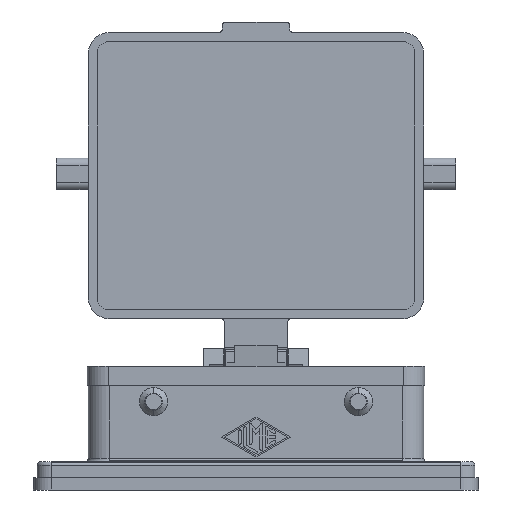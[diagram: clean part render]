
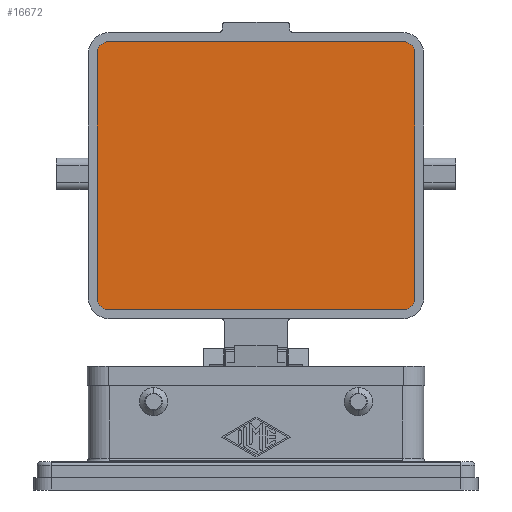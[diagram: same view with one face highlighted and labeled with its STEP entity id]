
A CAD part, front view. The second image highlights one B-rep face of the part: STEP entity #16672.
In plain terms, the highlighted planar face has unit normal (0, -1, 0).
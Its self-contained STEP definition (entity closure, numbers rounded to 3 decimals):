
#6372=CARTESIAN_POINT('',(41.5,63.0,51.));
#6373=VERTEX_POINT('',#6372);
#6374=CARTESIAN_POINT('',(45.,63.0,54.5));
#6375=VERTEX_POINT('',#6374);
#6376=CARTESIAN_POINT('',(41.5,63.0,54.5));
#6377=DIRECTION('',(0.0,-1.0,0.0));
#6378=DIRECTION('',(-1.0,0.0,0.0));
#6379=AXIS2_PLACEMENT_3D('',#6376,#6377,#6378);
#6380=CIRCLE('',#6379,3.5);
#6381=EDGE_CURVE('',#6373,#6375,#6380,.T.);
#6414=CARTESIAN_POINT('',(-41.5,63.0,51.));
#6415=VERTEX_POINT('',#6414);
#6416=CARTESIAN_POINT('',(-41.5,63.0,51.));
#6417=DIRECTION('',(1.0,0.0,0.0));
#6418=VECTOR('',#6417,83.0);
#6419=LINE('',#6416,#6418);
#6420=EDGE_CURVE('',#6415,#6373,#6419,.T.);
#6445=CARTESIAN_POINT('',(-45.,63.0,54.5));
#6446=VERTEX_POINT('',#6445);
#6447=CARTESIAN_POINT('',(-41.5,63.0,54.5));
#6448=DIRECTION('',(0.0,-1.0,0.0));
#6449=DIRECTION('',(0.0,0.0,1.0));
#6450=AXIS2_PLACEMENT_3D('',#6447,#6448,#6449);
#6451=CIRCLE('',#6450,3.5);
#6452=EDGE_CURVE('',#6446,#6415,#6451,.T.);
#6478=CARTESIAN_POINT('',(-45.0,63.,123.5));
#6479=VERTEX_POINT('',#6478);
#6480=CARTESIAN_POINT('',(-45.,63.0,54.5));
#6481=DIRECTION('',(0.0,0.0,1.0));
#6482=VECTOR('',#6481,69.);
#6483=LINE('',#6480,#6482);
#6484=EDGE_CURVE('',#6446,#6479,#6483,.T.);
#6509=CARTESIAN_POINT('',(45.,63.0,123.5));
#6510=VERTEX_POINT('',#6509);
#6511=CARTESIAN_POINT('',(45.,63.0,123.5));
#6512=DIRECTION('',(0.0,0.0,-1.0));
#6513=VECTOR('',#6512,69.);
#6514=LINE('',#6511,#6513);
#6515=EDGE_CURVE('',#6510,#6375,#6514,.T.);
#6540=CARTESIAN_POINT('',(41.5,63.0,127.0));
#6541=VERTEX_POINT('',#6540);
#6542=CARTESIAN_POINT('',(41.5,63.0,123.5));
#6543=DIRECTION('',(0.0,-1.0,0.0));
#6544=DIRECTION('',(0.0,0.0,-1.0));
#6545=AXIS2_PLACEMENT_3D('',#6542,#6543,#6544);
#6546=CIRCLE('',#6545,3.5);
#6547=EDGE_CURVE('',#6510,#6541,#6546,.T.);
#6573=CARTESIAN_POINT('',(-41.5,63.0,127.0));
#6574=VERTEX_POINT('',#6573);
#6575=CARTESIAN_POINT('',(41.5,63.0,127.0));
#6576=DIRECTION('',(-1.0,0.0,0.0));
#6577=VECTOR('',#6576,83.0);
#6578=LINE('',#6575,#6577);
#6579=EDGE_CURVE('',#6541,#6574,#6578,.T.);
#6604=CARTESIAN_POINT('',(-41.5,63.0,123.5));
#6605=DIRECTION('',(0.0,-1.0,0.0));
#6606=DIRECTION('',(1.0,0.0,0.0));
#6607=AXIS2_PLACEMENT_3D('',#6604,#6605,#6606);
#6608=CIRCLE('',#6607,3.5);
#6609=EDGE_CURVE('',#6574,#6479,#6608,.T.);
#16657=CARTESIAN_POINT('',(0.,63.0,89.));
#16658=DIRECTION('',(0.0,1.0,0.0));
#16659=DIRECTION('',(0.0,0.0,1.0));
#16660=AXIS2_PLACEMENT_3D('',#16657,#16658,#16659);
#16661=PLANE('',#16660);
#16662=ORIENTED_EDGE('',*,*,#6381,.T.);
#16663=ORIENTED_EDGE('',*,*,#6515,.F.);
#16664=ORIENTED_EDGE('',*,*,#6547,.T.);
#16665=ORIENTED_EDGE('',*,*,#6579,.T.);
#16666=ORIENTED_EDGE('',*,*,#6609,.T.);
#16667=ORIENTED_EDGE('',*,*,#6484,.F.);
#16668=ORIENTED_EDGE('',*,*,#6452,.T.);
#16669=ORIENTED_EDGE('',*,*,#6420,.T.);
#16670=EDGE_LOOP('',(#16662,#16663,#16664,#16665,#16666,#16667,#16668,#16669));
#16671=FACE_OUTER_BOUND('',#16670,.T.);
#16672=ADVANCED_FACE('',(#16671),#16661,.F.);
